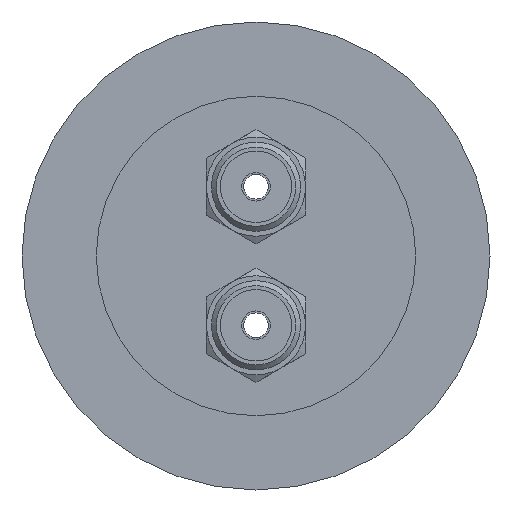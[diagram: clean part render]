
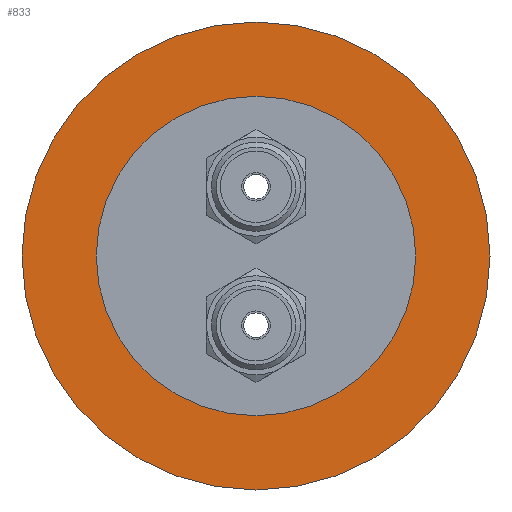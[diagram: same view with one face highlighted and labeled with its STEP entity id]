
A CAD part, front view. The second image highlights one B-rep face of the part: STEP entity #833.
In plain terms, the highlighted planar face has unit normal (0, -1, 0).
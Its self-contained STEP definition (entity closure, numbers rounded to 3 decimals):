
#155=FACE_BOUND('',#249,.T.);
#168=PLANE('',#1017);
#194=FACE_OUTER_BOUND('',#248,.T.);
#248=EDGE_LOOP('',(#634,#635));
#249=EDGE_LOOP('',(#636,#637));
#350=CIRCLE('',#1005,37.5);
#351=CIRCLE('',#1006,37.5);
#356=CIRCLE('',#1015,25.6);
#357=CIRCLE('',#1016,25.6);
#413=VERTEX_POINT('',#1423);
#414=VERTEX_POINT('',#1425);
#419=VERTEX_POINT('',#1441);
#420=VERTEX_POINT('',#1443);
#493=EDGE_CURVE('',#413,#414,#350,.T.);
#494=EDGE_CURVE('',#414,#413,#351,.T.);
#501=EDGE_CURVE('',#420,#419,#356,.T.);
#502=EDGE_CURVE('',#419,#420,#357,.T.);
#634=ORIENTED_EDGE('',*,*,#494,.F.);
#635=ORIENTED_EDGE('',*,*,#493,.F.);
#636=ORIENTED_EDGE('',*,*,#501,.T.);
#637=ORIENTED_EDGE('',*,*,#502,.T.);
#833=ADVANCED_FACE('',(#194,#155),#168,.T.);
#1005=AXIS2_PLACEMENT_3D('',#1426,#1157,#1158);
#1006=AXIS2_PLACEMENT_3D('',#1427,#1159,#1160);
#1015=AXIS2_PLACEMENT_3D('',#1444,#1179,#1180);
#1016=AXIS2_PLACEMENT_3D('',#1445,#1181,#1182);
#1017=AXIS2_PLACEMENT_3D('',#1446,#1183,#1184);
#1157=DIRECTION('center_axis',(0.,1.,0.));
#1158=DIRECTION('ref_axis',(1.,0.,0.));
#1159=DIRECTION('center_axis',(0.,1.,0.));
#1160=DIRECTION('ref_axis',(1.,0.,0.));
#1179=DIRECTION('center_axis',(0.,1.,0.));
#1180=DIRECTION('ref_axis',(1.,0.,0.));
#1181=DIRECTION('center_axis',(0.,1.,0.));
#1182=DIRECTION('ref_axis',(1.,0.,0.));
#1183=DIRECTION('center_axis',(0.,-1.,0.));
#1184=DIRECTION('ref_axis',(0.,0.,-1.));
#1423=CARTESIAN_POINT('',(37.5,0.,0.));
#1425=CARTESIAN_POINT('',(-37.5,0.,0.));
#1426=CARTESIAN_POINT('Origin',(0.,0.,0.));
#1427=CARTESIAN_POINT('Origin',(0.,0.,0.));
#1441=CARTESIAN_POINT('',(25.6,0.,0.));
#1443=CARTESIAN_POINT('',(-25.6,0.,0.));
#1444=CARTESIAN_POINT('Origin',(0.,0.,0.));
#1445=CARTESIAN_POINT('Origin',(0.,0.,0.));
#1446=CARTESIAN_POINT('Origin',(-37.5,0.,0.));
